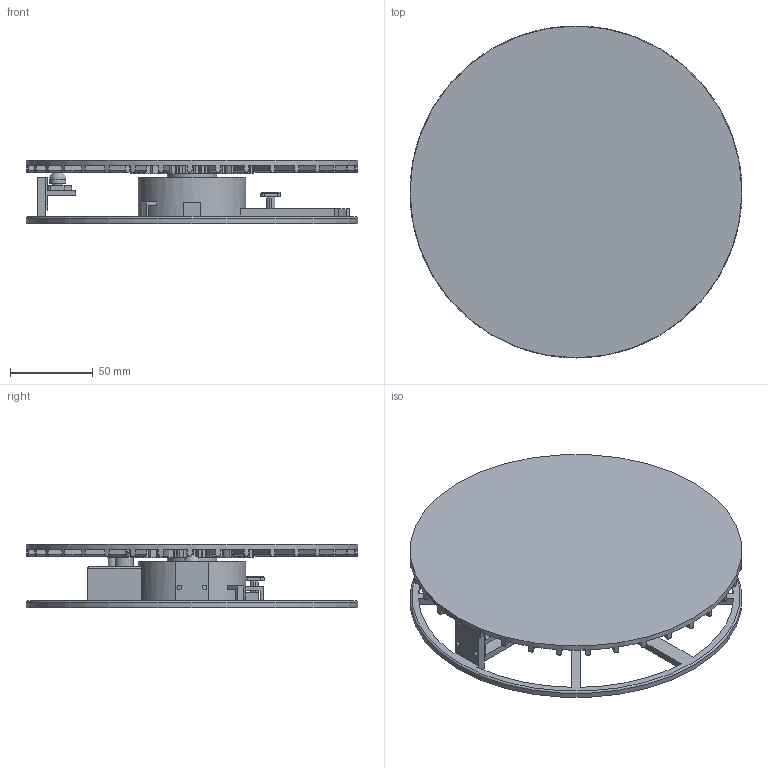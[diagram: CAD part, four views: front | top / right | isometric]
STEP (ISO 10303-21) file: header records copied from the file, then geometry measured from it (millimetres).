
FILE_DESCRIPTION(/* description */ (''),/* implementation_level */ '2;1');
FILE_NAME(/* name */ 'Full Model (Photo).step',/* time_stamp */ '2025-12-30T13:34:30Z',/* author */ (''),/* organization */ (''),/* preprocessor_version */ 'ST-DEVELOPER v20.1',/* originating_system */ 'Autodesk Translation Framework v14.21.0.0',/* authorisation */ '');
FILE_SCHEMA (('AUTOMOTIVE_DESIGN { 1 0 10303 214 3 1 1 }'));
Products named in the file (1): Base
Bounding box: 200 x 200 x 38 mm (x, y, z)
Volume: 254460.3 mm3; surface area: 139517.6 mm2
Topology: 8 solids, 8 shells, 769 faces, 2228 edges, 1479 vertices
Faces by surface type: plane 354, cylinder 326, bspline 87, torus 1, sphere 1
Full cylindrical faces by diameter (mm): 1.5 x4, 1.6 x1, 2.8 x4, 4.5 x1, 4.7 x1, 6.7 x1, 9.75 x1, 30 x2, 45 x1, 55 x2, 65 x1, 200 x2
Entity records: 49724 total; most frequent: CARTESIAN_POINT 29784, ORIENTED_EDGE 4454, DIRECTION 3889, EDGE_CURVE 2227, VERTEX_POINT 1479, LINE 1303, VECTOR 1303, AXIS2_PLACEMENT_3D 1293
